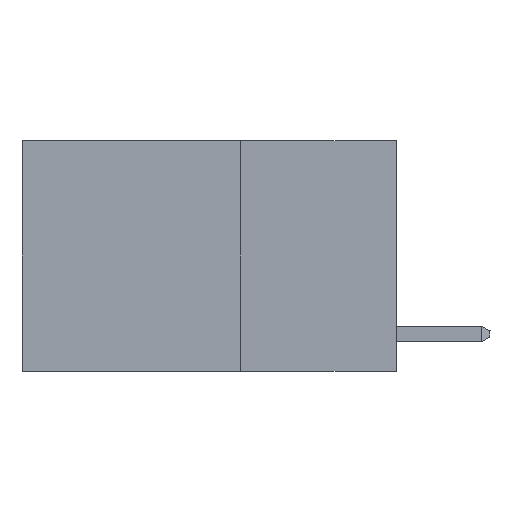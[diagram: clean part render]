
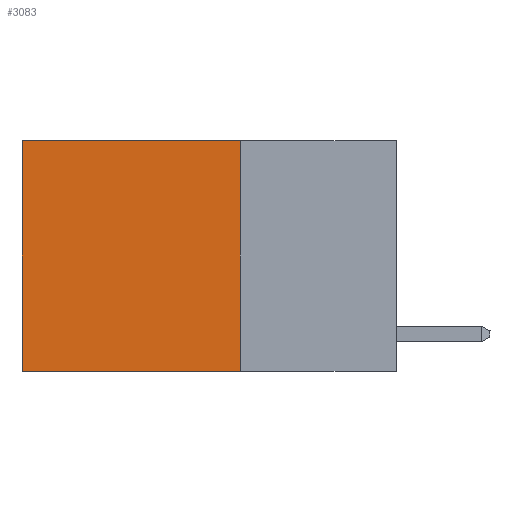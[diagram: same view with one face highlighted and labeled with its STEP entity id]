
A CAD part, left-side view. The second image highlights one B-rep face of the part: STEP entity #3083.
In plain terms, the highlighted planar face has unit normal (-1, 0, 0).
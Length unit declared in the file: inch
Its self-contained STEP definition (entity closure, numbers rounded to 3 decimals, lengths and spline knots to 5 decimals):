
#1718 = CARTESIAN_POINT ( 'NONE',  ( 0.2625, 0.6, 0. ) ) ;
#3083 = ADVANCED_FACE ( 'NONE', ( #19908 ), #10465, .F. ) ;
#3830 = CARTESIAN_POINT ( 'NONE',  ( 0.2625, 0.6, 0. ) ) ;
#5621 = AXIS2_PLACEMENT_3D ( 'NONE', #14586, #20916, #25542 ) ;
#8206 = CARTESIAN_POINT ( 'NONE',  ( 0.2625, 0.25, -0.37 ) ) ;
#8523 = VERTEX_POINT ( 'NONE', #12301 ) ;
#9331 = EDGE_CURVE ( 'NONE', #26482, #14272, #20263, .T. ) ;
#10465 = PLANE ( 'NONE',  #5621 ) ;
#12301 = CARTESIAN_POINT ( 'NONE',  ( 0.2625, 0.6, -0.37 ) ) ;
#13376 = DIRECTION ( 'NONE',  ( 0., 0., -1. ) ) ;
#14272 = VERTEX_POINT ( 'NONE', #1718 ) ;
#14343 = CARTESIAN_POINT ( 'NONE',  ( 0.2625, 0.25, -0.37 ) ) ;
#14586 = CARTESIAN_POINT ( 'NONE',  ( 0.2625, 0.25, 0. ) ) ;
#15428 = EDGE_CURVE ( 'NONE', #14272, #8523, #22668, .T. ) ;
#16492 = EDGE_LOOP ( 'NONE', ( #25090, #26837, #27338, #26174 ) ) ;
#18137 = CARTESIAN_POINT ( 'NONE',  ( 0.2625, 0.25, 0. ) ) ;
#19789 = DIRECTION ( 'NONE',  ( 0., 1., 0. ) ) ;
#19908 = FACE_OUTER_BOUND ( 'NONE', #16492, .T. ) ;
#20263 = LINE ( 'NONE', #26304, #25360 ) ;
#20916 = DIRECTION ( 'NONE',  ( 1., 0., 0. ) ) ;
#22466 = EDGE_CURVE ( 'NONE', #25564, #8523, #24091, .T. ) ;
#22668 = LINE ( 'NONE', #3830, #25390 ) ;
#23215 = DIRECTION ( 'NONE',  ( 0., 1., 0. ) ) ;
#23745 = CARTESIAN_POINT ( 'NONE',  ( 0.2625, 0.25, 0. ) ) ;
#24091 = LINE ( 'NONE', #8206, #24785 ) ;
#24130 = EDGE_CURVE ( 'NONE', #26482, #25564, #27332, .T. ) ;
#24785 = VECTOR ( 'NONE', #23215, 39.37008 ) ;
#25090 = ORIENTED_EDGE ( 'NONE', *, *, #15428, .T. ) ;
#25360 = VECTOR ( 'NONE', #19789, 39.37008 ) ;
#25390 = VECTOR ( 'NONE', #25453, 39.37008 ) ;
#25453 = DIRECTION ( 'NONE',  ( 0., 0., -1. ) ) ;
#25542 = DIRECTION ( 'NONE',  ( 0., 0., -1. ) ) ;
#25564 = VERTEX_POINT ( 'NONE', #14343 ) ;
#26174 = ORIENTED_EDGE ( 'NONE', *, *, #9331, .T. ) ;
#26304 = CARTESIAN_POINT ( 'NONE',  ( 0.2625, 0.25, 0. ) ) ;
#26482 = VERTEX_POINT ( 'NONE', #18137 ) ;
#26837 = ORIENTED_EDGE ( 'NONE', *, *, #22466, .F. ) ;
#27332 = LINE ( 'NONE', #23745, #27650 ) ;
#27338 = ORIENTED_EDGE ( 'NONE', *, *, #24130, .F. ) ;
#27650 = VECTOR ( 'NONE', #13376, 39.37008 ) ;
